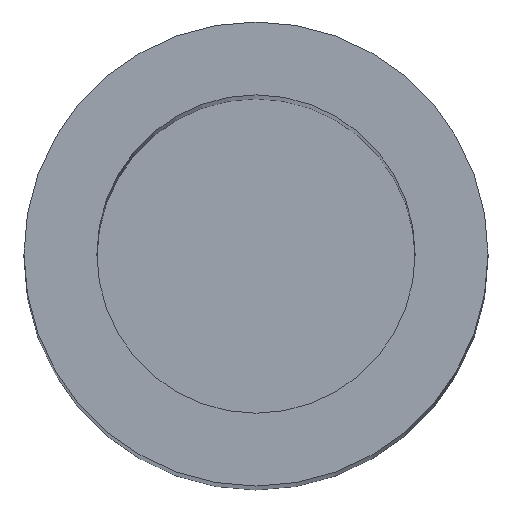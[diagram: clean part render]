
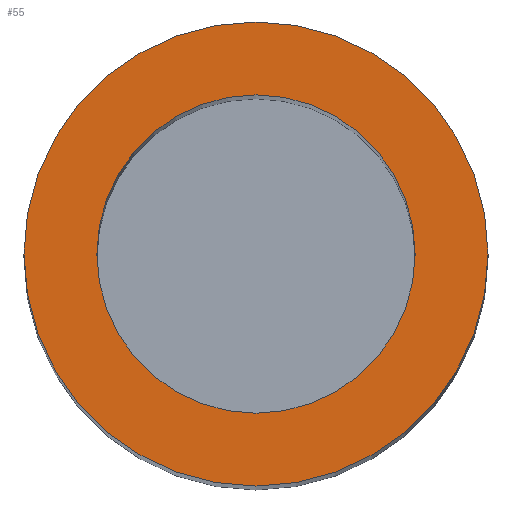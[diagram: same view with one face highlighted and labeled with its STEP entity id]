
A CAD part, top view. The second image highlights one B-rep face of the part: STEP entity #55.
In plain terms, the highlighted planar face has unit normal (0, 0, 1).
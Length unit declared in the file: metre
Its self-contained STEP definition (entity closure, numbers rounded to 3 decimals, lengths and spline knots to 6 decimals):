
#12=PLANE('',#77);
#19=ORIENTED_EDGE('',*,*,#23,.F.);
#20=ORIENTED_EDGE('',*,*,#25,.T.);
#23=EDGE_CURVE('',#27,#27,#31,.T.);
#25=EDGE_CURVE('',#29,#29,#33,.T.);
#27=VERTEX_POINT('',#103);
#29=VERTEX_POINT('',#108);
#31=CIRCLE('',#72,0.00775);
#33=CIRCLE('',#75,0.0113);
#39=EDGE_LOOP('',(#19));
#40=EDGE_LOOP('',(#20));
#47=FACE_BOUND('',#39,.T.);
#48=FACE_BOUND('',#40,.T.);
#55=ADVANCED_FACE('',(#47,#48),#12,.T.);
#72=AXIS2_PLACEMENT_3D('',#102,#84,#85);
#75=AXIS2_PLACEMENT_3D('',#107,#90,#91);
#77=AXIS2_PLACEMENT_3D('',#111,#94,#95);
#84=DIRECTION('',(0.,0.,1.));
#85=DIRECTION('',(1.,0.,0.));
#90=DIRECTION('',(0.,0.,1.));
#91=DIRECTION('',(1.,0.,0.));
#94=DIRECTION('',(0.,0.,1.));
#95=DIRECTION('',(1.,0.,0.));
#102=CARTESIAN_POINT('',(0.,0.,0.109));
#103=CARTESIAN_POINT('',(0.00775,0.,0.109));
#107=CARTESIAN_POINT('',(0.,0.,0.109));
#108=CARTESIAN_POINT('',(0.0113,0.,0.109));
#111=CARTESIAN_POINT('',(0.,0.,0.109));
